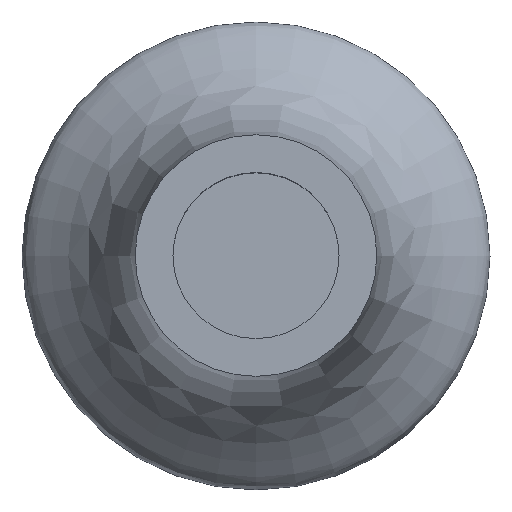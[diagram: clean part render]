
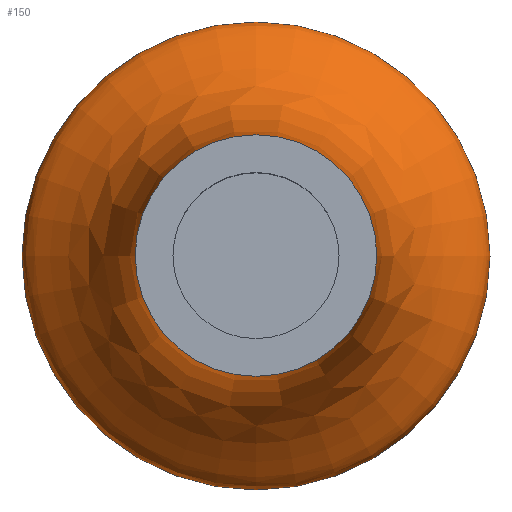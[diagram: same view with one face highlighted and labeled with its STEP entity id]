
A CAD part, top view. The second image highlights one B-rep face of the part: STEP entity #150.
In plain terms, the highlighted face is a revolution surface.
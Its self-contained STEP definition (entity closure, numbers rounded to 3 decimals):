
#43 = PLANE('',#44);
#44 = AXIS2_PLACEMENT_3D('',#45,#46,#47);
#45 = CARTESIAN_POINT('',(0.,0.,7.));
#46 = DIRECTION('',(0.,0.,-1.));
#47 = DIRECTION('',(1.,0.,0.));
#113 = EDGE_CURVE('',#114,#114,#116,.T.);
#114 = VERTEX_POINT('',#115);
#115 = CARTESIAN_POINT('',(6.2,0.,0.));
#116 = SURFACE_CURVE('',#117,(#122,#134),.PCURVE_S1.);
#117 = CIRCLE('',#118,6.2);
#118 = AXIS2_PLACEMENT_3D('',#119,#120,#121);
#119 = CARTESIAN_POINT('',(0.,0.,0.));
#120 = DIRECTION('',(0.,0.,-1.));
#121 = DIRECTION('',(1.,0.,0.));
#122 = PCURVE('',#123,#128);
#123 = PLANE('',#124);
#124 = AXIS2_PLACEMENT_3D('',#125,#126,#127);
#125 = CARTESIAN_POINT('',(0.,0.,0.));
#126 = DIRECTION('',(0.,0.,-1.));
#127 = DIRECTION('',(1.,0.,0.));
#128 = DEFINITIONAL_REPRESENTATION('',(#129),#133);
#129 = CIRCLE('',#130,6.2);
#130 = AXIS2_PLACEMENT_2D('',#131,#132);
#131 = CARTESIAN_POINT('',(0.,0.));
#132 = DIRECTION('',(1.,0.));
#133 = ( GEOMETRIC_REPRESENTATION_CONTEXT(2) 
PARAMETRIC_REPRESENTATION_CONTEXT() REPRESENTATION_CONTEXT('2D SPACE',''
  ) );
#134 = PCURVE('',#135,#144);
#135 = SURFACE_OF_REVOLUTION('',#136,#141);
#136 = B_SPLINE_CURVE_WITH_KNOTS('',3,(#137,#138,#139,#140),
  .UNSPECIFIED.,.F.,.F.,(4,4),(0.,1.),.PIECEWISE_BEZIER_KNOTS.);
#137 = CARTESIAN_POINT('',(3.2,0.,7.));
#138 = CARTESIAN_POINT('',(3.2,0.,1.));
#139 = CARTESIAN_POINT('',(6.2,0.,1.));
#140 = CARTESIAN_POINT('',(6.2,0.,0.));
#141 = AXIS1_PLACEMENT('',#142,#143);
#142 = CARTESIAN_POINT('',(0.,0.,0.));
#143 = DIRECTION('',(0.,0.,-1.));
#144 = DEFINITIONAL_REPRESENTATION('',(#145),#149);
#145 = LINE('',#146,#147);
#146 = CARTESIAN_POINT('',(0.,1.));
#147 = VECTOR('',#148,1.);
#148 = DIRECTION('',(1.,0.));
#149 = ( GEOMETRIC_REPRESENTATION_CONTEXT(2) 
PARAMETRIC_REPRESENTATION_CONTEXT() REPRESENTATION_CONTEXT('2D SPACE',''
  ) );
#150 = ADVANCED_FACE('',(#151),#135,.T.);
#151 = FACE_BOUND('',#152,.T.);
#152 = EDGE_LOOP('',(#153,#177,#199,#200));
#153 = ORIENTED_EDGE('',*,*,#154,.T.);
#154 = EDGE_CURVE('',#155,#155,#157,.T.);
#155 = VERTEX_POINT('',#156);
#156 = CARTESIAN_POINT('',(3.2,0.,7.));
#157 = SURFACE_CURVE('',#158,(#163,#170),.PCURVE_S1.);
#158 = CIRCLE('',#159,3.2);
#159 = AXIS2_PLACEMENT_3D('',#160,#161,#162);
#160 = CARTESIAN_POINT('',(0.,0.,7.));
#161 = DIRECTION('',(0.,0.,-1.));
#162 = DIRECTION('',(1.,0.,0.));
#163 = PCURVE('',#135,#164);
#164 = DEFINITIONAL_REPRESENTATION('',(#165),#169);
#165 = LINE('',#166,#167);
#166 = CARTESIAN_POINT('',(0.,0.));
#167 = VECTOR('',#168,1.);
#168 = DIRECTION('',(1.,0.));
#169 = ( GEOMETRIC_REPRESENTATION_CONTEXT(2) 
PARAMETRIC_REPRESENTATION_CONTEXT() REPRESENTATION_CONTEXT('2D SPACE',''
  ) );
#170 = PCURVE('',#43,#171);
#171 = DEFINITIONAL_REPRESENTATION('',(#172),#176);
#172 = CIRCLE('',#173,3.2);
#173 = AXIS2_PLACEMENT_2D('',#174,#175);
#174 = CARTESIAN_POINT('',(0.,0.));
#175 = DIRECTION('',(1.,0.));
#176 = ( GEOMETRIC_REPRESENTATION_CONTEXT(2) 
PARAMETRIC_REPRESENTATION_CONTEXT() REPRESENTATION_CONTEXT('2D SPACE',''
  ) );
#177 = ORIENTED_EDGE('',*,*,#178,.T.);
#178 = EDGE_CURVE('',#155,#114,#179,.T.);
#179 = SEAM_CURVE('',#180,(#185,#192),.PCURVE_S1.);
#180 = B_SPLINE_CURVE_WITH_KNOTS('',3,(#181,#182,#183,#184),
  .UNSPECIFIED.,.F.,.F.,(4,4),(0.,1.),.PIECEWISE_BEZIER_KNOTS.);
#181 = CARTESIAN_POINT('',(3.2,0.,7.));
#182 = CARTESIAN_POINT('',(3.2,0.,1.));
#183 = CARTESIAN_POINT('',(6.2,0.,1.));
#184 = CARTESIAN_POINT('',(6.2,0.,0.));
#185 = PCURVE('',#135,#186);
#186 = DEFINITIONAL_REPRESENTATION('',(#187),#191);
#187 = LINE('',#188,#189);
#188 = CARTESIAN_POINT('',(6.283,0.));
#189 = VECTOR('',#190,1.);
#190 = DIRECTION('',(0.,1.));
#191 = ( GEOMETRIC_REPRESENTATION_CONTEXT(2) 
PARAMETRIC_REPRESENTATION_CONTEXT() REPRESENTATION_CONTEXT('2D SPACE',''
  ) );
#192 = PCURVE('',#135,#193);
#193 = DEFINITIONAL_REPRESENTATION('',(#194),#198);
#194 = LINE('',#195,#196);
#195 = CARTESIAN_POINT('',(0.,0.));
#196 = VECTOR('',#197,1.);
#197 = DIRECTION('',(0.,1.));
#198 = ( GEOMETRIC_REPRESENTATION_CONTEXT(2) 
PARAMETRIC_REPRESENTATION_CONTEXT() REPRESENTATION_CONTEXT('2D SPACE',''
  ) );
#199 = ORIENTED_EDGE('',*,*,#113,.F.);
#200 = ORIENTED_EDGE('',*,*,#178,.F.);
